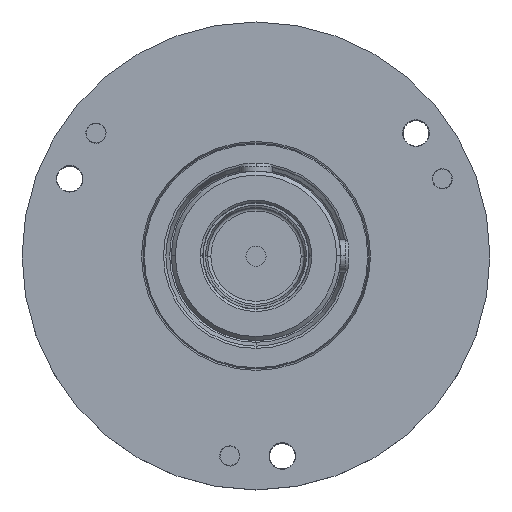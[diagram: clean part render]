
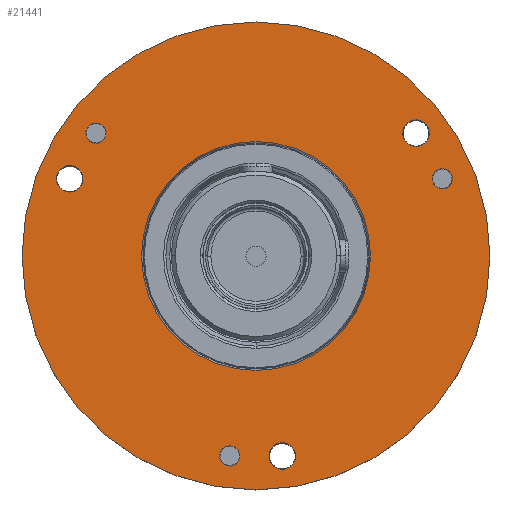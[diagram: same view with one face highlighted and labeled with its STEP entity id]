
A CAD part, top view. The second image highlights one B-rep face of the part: STEP entity #21441.
In plain terms, the highlighted planar face has unit normal (0, 0, 1).
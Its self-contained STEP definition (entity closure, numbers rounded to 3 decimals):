
#793=CARTESIAN_POINT('',(0.,0.,18.));
#794=DIRECTION('',(0.,0.,1.));
#795=DIRECTION('',(1.,0.,0.));
#796=AXIS2_PLACEMENT_3D('',#793,#794,#795);
#798=CARTESIAN_POINT('',(0.,0.,18.));
#799=DIRECTION('',(0.,0.,1.));
#800=DIRECTION('',(-1.,0.,0.));
#801=AXIS2_PLACEMENT_3D('',#798,#799,#800);
#803=CARTESIAN_POINT('',(-19.834,15.219,18.));
#804=DIRECTION('',(0.,0.,-1.));
#805=DIRECTION('',(-0.793,0.609,0.));
#806=AXIS2_PLACEMENT_3D('',#803,#804,#805);
#808=CARTESIAN_POINT('',(-19.834,15.219,18.));
#809=DIRECTION('',(0.,0.,-1.));
#810=DIRECTION('',(0.793,-0.609,0.));
#811=AXIS2_PLACEMENT_3D('',#808,#809,#810);
#813=CARTESIAN_POINT('',(-3.263,-24.786,18.));
#814=DIRECTION('',(0.,0.,-1.));
#815=DIRECTION('',(-0.131,-0.991,0.));
#816=AXIS2_PLACEMENT_3D('',#813,#814,#815);
#818=CARTESIAN_POINT('',(-3.263,-24.786,18.));
#819=DIRECTION('',(0.,0.,-1.));
#820=DIRECTION('',(0.131,0.991,0.));
#821=AXIS2_PLACEMENT_3D('',#818,#819,#820);
#823=CARTESIAN_POINT('',(23.097,9.567,18.));
#824=DIRECTION('',(0.,0.,-1.));
#825=DIRECTION('',(0.924,0.383,0.));
#826=AXIS2_PLACEMENT_3D('',#823,#824,#825);
#828=CARTESIAN_POINT('',(23.097,9.567,18.));
#829=DIRECTION('',(0.,0.,-1.));
#830=DIRECTION('',(-0.924,-0.383,0.));
#831=AXIS2_PLACEMENT_3D('',#828,#829,#830);
#833=CARTESIAN_POINT('',(3.263,-24.786,18.));
#834=DIRECTION('',(0.,0.,1.));
#835=DIRECTION('',(0.,-1.,0.));
#836=AXIS2_PLACEMENT_3D('',#833,#834,#835);
#838=CARTESIAN_POINT('',(3.263,-24.786,18.));
#839=DIRECTION('',(0.,0.,1.));
#840=DIRECTION('',(0.,1.,0.));
#841=AXIS2_PLACEMENT_3D('',#838,#839,#840);
#843=CARTESIAN_POINT('',(19.834,15.219,18.));
#844=DIRECTION('',(0.,0.,1.));
#845=DIRECTION('',(0.,-1.,0.));
#846=AXIS2_PLACEMENT_3D('',#843,#844,#845);
#848=CARTESIAN_POINT('',(19.834,15.219,18.));
#849=DIRECTION('',(0.,0.,1.));
#850=DIRECTION('',(0.,1.,0.));
#851=AXIS2_PLACEMENT_3D('',#848,#849,#850);
#853=CARTESIAN_POINT('',(-23.097,9.567,18.));
#854=DIRECTION('',(0.,0.,1.));
#855=DIRECTION('',(0.,-1.,0.));
#856=AXIS2_PLACEMENT_3D('',#853,#854,#855);
#858=CARTESIAN_POINT('',(-23.097,9.567,18.));
#859=DIRECTION('',(0.,0.,1.));
#860=DIRECTION('',(0.,1.,0.));
#861=AXIS2_PLACEMENT_3D('',#858,#859,#860);
#863=CARTESIAN_POINT('',(0.,0.,18.));
#864=DIRECTION('',(0.,0.,-1.));
#865=DIRECTION('',(-1.,0.,0.));
#866=AXIS2_PLACEMENT_3D('',#863,#864,#865);
#881=CARTESIAN_POINT('',(0.,0.,18.));
#882=DIRECTION('',(0.,0.,-1.));
#883=DIRECTION('',(1.,0.,0.));
#884=AXIS2_PLACEMENT_3D('',#881,#882,#883);
#16688=CARTESIAN_POINT('',(29.,0.,18.));
#16689=CARTESIAN_POINT('',(-29.,0.,18.));
#16690=VERTEX_POINT('',#16688);
#16691=VERTEX_POINT('',#16689);
#16776=CARTESIAN_POINT('',(-20.826,15.98,18.));
#16777=CARTESIAN_POINT('',(-18.842,14.458,18.));
#16778=VERTEX_POINT('',#16776);
#16779=VERTEX_POINT('',#16777);
#16780=CARTESIAN_POINT('',(-3.426,-26.025,18.));
#16781=CARTESIAN_POINT('',(-3.1,-23.547,18.));
#16782=VERTEX_POINT('',#16780);
#16783=VERTEX_POINT('',#16781);
#16784=CARTESIAN_POINT('',(24.252,10.045,18.));
#16785=CARTESIAN_POINT('',(21.942,9.089,18.));
#16786=VERTEX_POINT('',#16784);
#16787=VERTEX_POINT('',#16785);
#16886=CARTESIAN_POINT('',(14.188,0.,18.));
#16887=CARTESIAN_POINT('',(-14.188,0.,18.));
#16888=VERTEX_POINT('',#16886);
#16889=VERTEX_POINT('',#16887);
#17074=CARTESIAN_POINT('',(3.263,-26.436,18.));
#17075=CARTESIAN_POINT('',(3.263,-23.136,18.));
#17076=VERTEX_POINT('',#17074);
#17077=VERTEX_POINT('',#17075);
#17082=CARTESIAN_POINT('',(19.834,13.569,18.));
#17083=CARTESIAN_POINT('',(19.834,16.869,18.));
#17084=VERTEX_POINT('',#17082);
#17085=VERTEX_POINT('',#17083);
#17090=CARTESIAN_POINT('',(-23.097,7.917,18.));
#17091=CARTESIAN_POINT('',(-23.097,11.217,18.));
#17092=VERTEX_POINT('',#17090);
#17093=VERTEX_POINT('',#17091);
#21390=CARTESIAN_POINT('',(0.,0.,18.));
#21391=DIRECTION('',(0.,0.,1.));
#21392=DIRECTION('',(1.,0.,0.));
#21393=AXIS2_PLACEMENT_3D('',#21390,#21391,#21392);
#21394=PLANE('',#21393);
#21395=ORIENTED_EDGE('',*,*,#21370,.F.);
#21396=ORIENTED_EDGE('',*,*,#21384,.F.);
#21397=EDGE_LOOP('',(#21395,#21396));
#21398=FACE_OUTER_BOUND('',#21397,.F.);
#21400=ORIENTED_EDGE('',*,*,#21399,.F.);
#21402=ORIENTED_EDGE('',*,*,#21401,.F.);
#21403=EDGE_LOOP('',(#21400,#21402));
#21404=FACE_BOUND('',#21403,.F.);
#21406=ORIENTED_EDGE('',*,*,#21405,.F.);
#21408=ORIENTED_EDGE('',*,*,#21407,.F.);
#21409=EDGE_LOOP('',(#21406,#21408));
#21410=FACE_BOUND('',#21409,.F.);
#21412=ORIENTED_EDGE('',*,*,#21411,.F.);
#21414=ORIENTED_EDGE('',*,*,#21413,.F.);
#21415=EDGE_LOOP('',(#21412,#21414));
#21416=FACE_BOUND('',#21415,.F.);
#21418=ORIENTED_EDGE('',*,*,#21417,.F.);
#21420=ORIENTED_EDGE('',*,*,#21419,.F.);
#21421=EDGE_LOOP('',(#21418,#21420));
#21422=FACE_BOUND('',#21421,.F.);
#21424=ORIENTED_EDGE('',*,*,#21423,.T.);
#21426=ORIENTED_EDGE('',*,*,#21425,.T.);
#21427=EDGE_LOOP('',(#21424,#21426));
#21428=FACE_BOUND('',#21427,.F.);
#21430=ORIENTED_EDGE('',*,*,#21429,.T.);
#21432=ORIENTED_EDGE('',*,*,#21431,.T.);
#21433=EDGE_LOOP('',(#21430,#21432));
#21434=FACE_BOUND('',#21433,.F.);
#21436=ORIENTED_EDGE('',*,*,#21435,.T.);
#21438=ORIENTED_EDGE('',*,*,#21437,.T.);
#21439=EDGE_LOOP('',(#21436,#21438));
#21440=FACE_BOUND('',#21439,.F.);
#797=CIRCLE('',#796,29.);
#802=CIRCLE('',#801,29.);
#807=CIRCLE('',#806,1.25);
#812=CIRCLE('',#811,1.25);
#817=CIRCLE('',#816,1.25);
#822=CIRCLE('',#821,1.25);
#827=CIRCLE('',#826,1.25);
#832=CIRCLE('',#831,1.25);
#837=CIRCLE('',#836,1.65);
#842=CIRCLE('',#841,1.65);
#847=CIRCLE('',#846,1.65);
#852=CIRCLE('',#851,1.65);
#857=CIRCLE('',#856,1.65);
#862=CIRCLE('',#861,1.65);
#867=CIRCLE('',#866,14.188);
#885=CIRCLE('',#884,14.188);
#21370=EDGE_CURVE('',#16690,#16691,#797,.T.);
#21384=EDGE_CURVE('',#16691,#16690,#802,.T.);
#21399=EDGE_CURVE('',#16889,#16888,#867,.T.);
#21401=EDGE_CURVE('',#16888,#16889,#885,.T.);
#21405=EDGE_CURVE('',#16778,#16779,#807,.T.);
#21407=EDGE_CURVE('',#16779,#16778,#812,.T.);
#21411=EDGE_CURVE('',#16782,#16783,#817,.T.);
#21413=EDGE_CURVE('',#16783,#16782,#822,.T.);
#21417=EDGE_CURVE('',#16786,#16787,#827,.T.);
#21419=EDGE_CURVE('',#16787,#16786,#832,.T.);
#21423=EDGE_CURVE('',#17076,#17077,#837,.T.);
#21425=EDGE_CURVE('',#17077,#17076,#842,.T.);
#21429=EDGE_CURVE('',#17084,#17085,#847,.T.);
#21431=EDGE_CURVE('',#17085,#17084,#852,.T.);
#21435=EDGE_CURVE('',#17092,#17093,#857,.T.);
#21437=EDGE_CURVE('',#17093,#17092,#862,.T.);
#21441=ADVANCED_FACE('',(#21398,#21404,#21410,#21416,#21422,#21428,#21434,
#21440),#21394,.T.);
